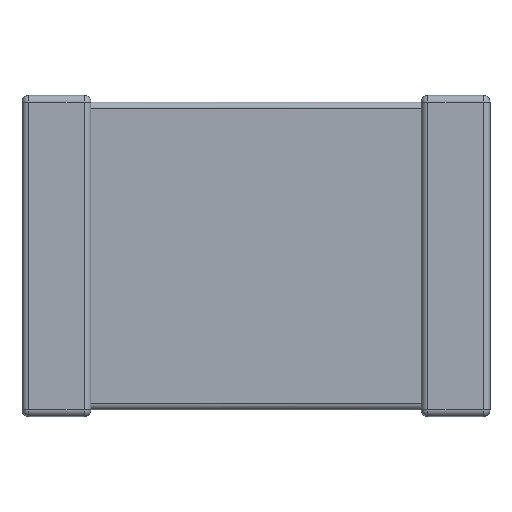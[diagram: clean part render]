
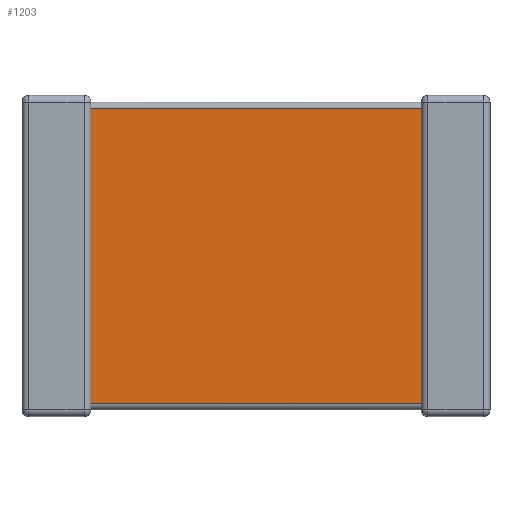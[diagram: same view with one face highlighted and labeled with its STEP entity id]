
A CAD part, front view. The second image highlights one B-rep face of the part: STEP entity #1203.
In plain terms, the highlighted planar face has unit normal (0, -1, 0).
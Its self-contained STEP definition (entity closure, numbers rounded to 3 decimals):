
#105 = EDGE_LOOP ( 'NONE', ( #2651, #1167, #1737, #1970 ) ) ;
#107 = DIRECTION ( 'NONE',  ( -1., 0., 0. ) ) ;
#234 = CARTESIAN_POINT ( 'NONE',  ( 4.35, 0.073, -3.354 ) ) ;
#245 = CARTESIAN_POINT ( 'NONE',  ( 0.75, 0.073, -3.5 ) ) ;
#530 = EDGE_CURVE ( 'NONE', #3093, #2126, #1918, .T. ) ;
#752 = DIRECTION ( 'NONE',  ( 1., 0., 0. ) ) ;
#893 = FACE_OUTER_BOUND ( 'NONE', #105, .T. ) ;
#1167 = ORIENTED_EDGE ( 'NONE', *, *, #3012, .T. ) ;
#1203 = ADVANCED_FACE ( 'NONE', ( #893 ), #3480, .T. ) ;
#1244 = VECTOR ( 'NONE', #2274, 1000. ) ;
#1311 = VECTOR ( 'NONE', #2802, 1000. ) ;
#1455 = VERTEX_POINT ( 'NONE', #2930 ) ;
#1737 = ORIENTED_EDGE ( 'NONE', *, *, #3991, .T. ) ;
#1778 = VECTOR ( 'NONE', #107, 1000. ) ;
#1911 = VERTEX_POINT ( 'NONE', #2152 ) ;
#1915 = CARTESIAN_POINT ( 'NONE',  ( 0.75, 0.073, -0.146 ) ) ;
#1918 = LINE ( 'NONE', #245, #2201 ) ;
#1970 = ORIENTED_EDGE ( 'NONE', *, *, #4288, .T. ) ;
#2126 = VERTEX_POINT ( 'NONE', #2636 ) ;
#2152 = CARTESIAN_POINT ( 'NONE',  ( 4.35, 0.073, -0.146 ) ) ;
#2201 = VECTOR ( 'NONE', #3132, 1000. ) ;
#2274 = DIRECTION ( 'NONE',  ( 0., 0., 1. ) ) ;
#2393 = LINE ( 'NONE', #234, #1311 ) ;
#2527 = CARTESIAN_POINT ( 'NONE',  ( 0.75, 0.073, -3.5 ) ) ;
#2636 = CARTESIAN_POINT ( 'NONE',  ( 0.75, 0.073, -0.146 ) ) ;
#2651 = ORIENTED_EDGE ( 'NONE', *, *, #530, .F. ) ;
#2742 = LINE ( 'NONE', #1915, #1778 ) ;
#2775 = LINE ( 'NONE', #3333, #1244 ) ;
#2802 = DIRECTION ( 'NONE',  ( 1., 0., 0. ) ) ;
#2915 = DIRECTION ( 'NONE',  ( 0., -1., 0. ) ) ;
#2930 = CARTESIAN_POINT ( 'NONE',  ( 4.35, 0.073, -3.354 ) ) ;
#3012 = EDGE_CURVE ( 'NONE', #3093, #1455, #2393, .T. ) ;
#3093 = VERTEX_POINT ( 'NONE', #4272 ) ;
#3132 = DIRECTION ( 'NONE',  ( 0., 0., 1. ) ) ;
#3333 = CARTESIAN_POINT ( 'NONE',  ( 4.35, 0.073, -3.5 ) ) ;
#3480 = PLANE ( 'NONE',  #4358 ) ;
#3991 = EDGE_CURVE ( 'NONE', #1455, #1911, #2775, .T. ) ;
#4272 = CARTESIAN_POINT ( 'NONE',  ( 0.75, 0.073, -3.354 ) ) ;
#4288 = EDGE_CURVE ( 'NONE', #1911, #2126, #2742, .T. ) ;
#4358 = AXIS2_PLACEMENT_3D ( 'NONE', #2527, #2915, #752 ) ;
